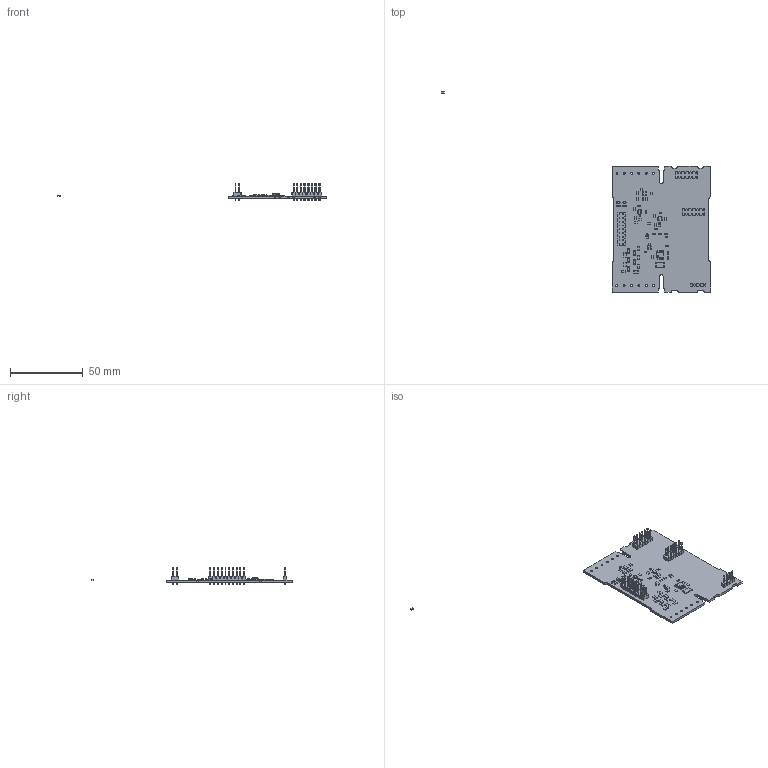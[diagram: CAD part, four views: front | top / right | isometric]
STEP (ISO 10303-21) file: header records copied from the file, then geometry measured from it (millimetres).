
FILE_DESCRIPTION(('KiCad electronic assembly'),'2;1');
FILE_NAME('afe_230v_16a_5.step','2025-01-27T14:59:35',('Pcbnew'),( 'Kicad'),'Open CASCADE STEP processor 7.8','KiCad to STEP converter' ,'Unknown');
FILE_SCHEMA(('AUTOMOTIVE_DESIGN { 1 0 10303 214 1 1 1 1 }'));
Length unit declared in the file: millimetre
Products named in the file (26): afe_230v_16a_5 1; R_0805_2012Metric; R_1206_3216Metric; D_SOD-323; D_SOD_323; C_0402_1005Metric; C_0603_1608Metric; PinHeader_1x04_P2.54mm_Vertical; PinHeader_1x04_P254mm_Vertical; SOT-23; SOT_23; TSOT-23-5; TSOT_23_5; SOIC-8_3.9x4.9mm_P1.27mm; SOIC_8_39x49mm_P127mm; PinHeader_2x06_P2.54mm_Vertical; PinHeader_2x06_P254mm_Vertical; R_2512_6332Metric; PinHeader_2x09_P2.54mm_Vertical; PinHeader_2x09_P254mm_Vertical; _autosave-afe_230v_16a_PCB
Assembly tree (72 placements, depth 3):
  afe_230v_16a_5 1
    R_0805_2012Metric  x26
      R_0805_2012Metric
    R_1206_3216Metric  x12
      R_1206_3216Metric
    D_SOD-323  x4
      D_SOD_323
    C_0402_1005Metric  x2
      C_0402_1005Metric
    C_0603_1608Metric  x4
      C_0603_1608Metric
    PinHeader_1x04_P2.54mm_Vertical
      PinHeader_1x04_P254mm_Vertical
    SOT-23
      SOT_23
    TSOT-23-5  x4
      TSOT_23_5
    SOIC-8_3.9x4.9mm_P1.27mm
      SOIC_8_39x49mm_P127mm
    PinHeader_2x06_P2.54mm_Vertical  x2
      PinHeader_2x06_P254mm_Vertical
    R_2512_6332Metric
      R_2512_6332Metric
    PinHeader_2x09_P2.54mm_Vertical
      PinHeader_2x09_P254mm_Vertical
    _autosave-afe_230v_16a_PCB
Bounding box: 184.94 x 137.47 x 11.54 mm (x, y, z)
Volume: 10013.5 mm3; surface area: 14838.2 mm2
Topology: 60 solids, 60 shells, 3234 faces, 8073 edges, 5068 vertices
Faces by surface type: plane 2338, cylinder 617, bspline 279
Full cylindrical faces by diameter (mm): 0.6 x1, 1 x46, 1.3 x12
Entity records: 50112 total; most frequent: CARTESIAN_POINT 7531, ORIENTED_EDGE 6888, DIRECTION 6432, EDGE_CURVE 3444, LINE 2922, VECTOR 2922, VERTEX_POINT 2142, AXIS2_PLACEMENT_3D 1755
